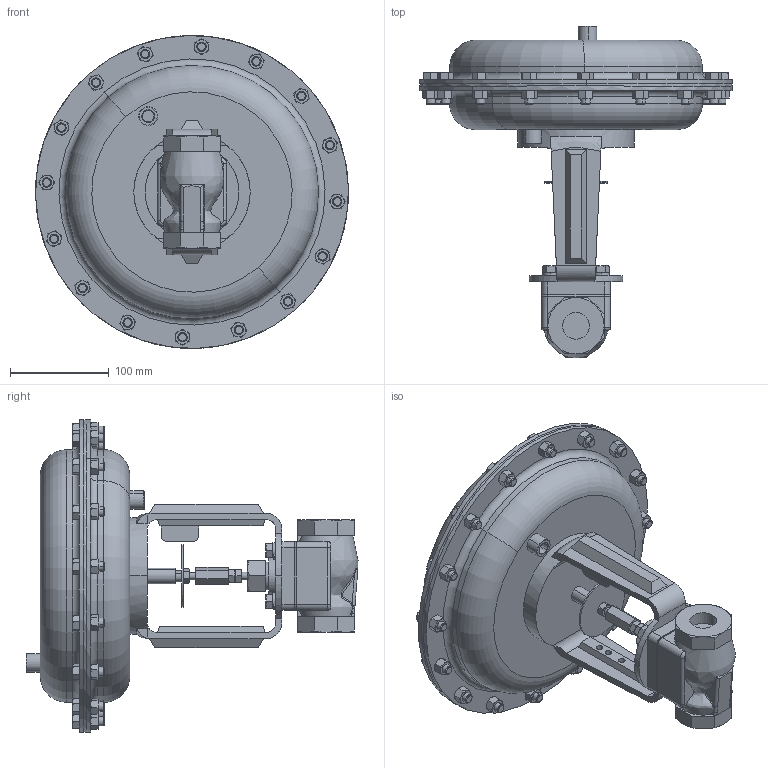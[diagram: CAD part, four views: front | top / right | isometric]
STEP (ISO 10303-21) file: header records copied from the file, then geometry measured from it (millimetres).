
FILE_DESCRIPTION (( 'STEP AP203' ), '1' );
FILE_NAME ('78-075-ALL-SW-55M.STEP', '2017-09-26T13:15:13', ( '' ), ( '' ), 'SwSTEP 2.0', 'SolidWorks 2014', '' );
FILE_SCHEMA (( 'CONFIG_CONTROL_DESIGN' ));
Length unit declared in the file: inch
Products named in the file (1): 78-075-ALL-SW-55M
Bounding box: 317.49 x 336.75 x 317.42 mm (x, y, z)
Volume: 5693810.3 mm3; surface area: 337406.7 mm2
Topology: 5 solids, 5 shells, 1008 faces, 2311 edges, 1390 vertices
Faces by surface type: plane 417, cone 416, cylinder 133, bspline 26, torus 16
Entity records: 32894 total; most frequent: CARTESIAN_POINT 11593, ORIENTED_EDGE 4622, DIRECTION 4048, EDGE_CURVE 2311, AXIS2_PLACEMENT_3D 1635, VERTEX_POINT 1390, EDGE_LOOP 1097, ADVANCED_FACE 1008
